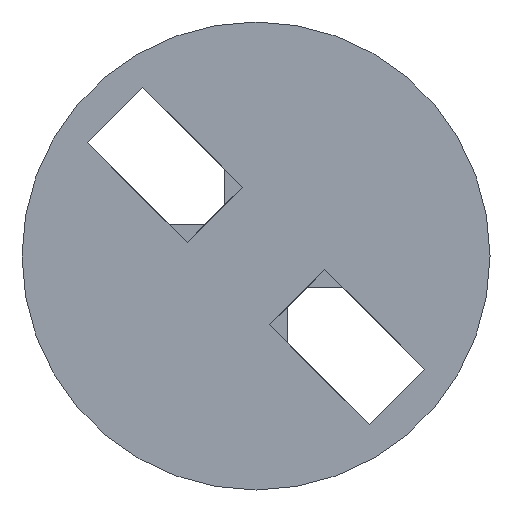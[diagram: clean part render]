
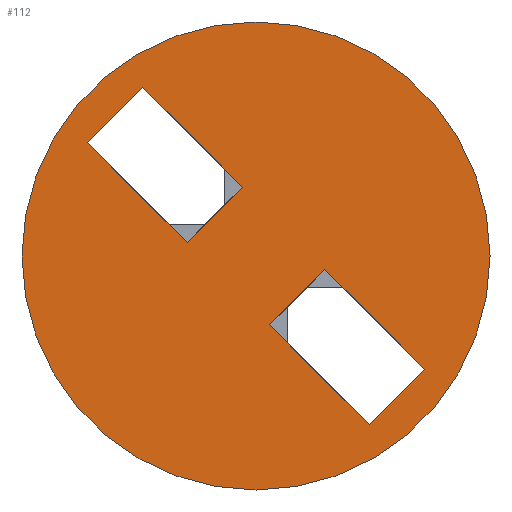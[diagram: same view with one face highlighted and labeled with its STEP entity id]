
A CAD part, front view. The second image highlights one B-rep face of the part: STEP entity #112.
In plain terms, the highlighted planar face has unit normal (0, -1, 0).
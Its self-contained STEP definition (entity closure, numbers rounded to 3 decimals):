
#112=ADVANCED_FACE('NONE',(#233,#234,#235),#236,.F.);
#233=FACE_OUTER_BOUND('',#361,.T.);
#234=FACE_BOUND('',#362,.T.);
#235=FACE_BOUND('',#363,.T.);
#236=PLANE('',#364);
#361=EDGE_LOOP('',(#634,#635));
#362=EDGE_LOOP('',(#636,#637,#638,#639));
#363=EDGE_LOOP('',(#640,#641,#642,#643));
#364=AXIS2_PLACEMENT_3D('',#644,#645,#646);
#634=ORIENTED_EDGE('',*,*,#790,.T.);
#635=ORIENTED_EDGE('',*,*,#894,.T.);
#636=ORIENTED_EDGE('',*,*,#844,.T.);
#637=ORIENTED_EDGE('',*,*,#815,.F.);
#638=ORIENTED_EDGE('',*,*,#872,.T.);
#639=ORIENTED_EDGE('',*,*,#875,.F.);
#640=ORIENTED_EDGE('',*,*,#895,.T.);
#641=ORIENTED_EDGE('',*,*,#888,.F.);
#642=ORIENTED_EDGE('',*,*,#896,.T.);
#643=ORIENTED_EDGE('',*,*,#809,.F.);
#644=CARTESIAN_POINT('',(-3.036,0.0,-3.036));
#645=DIRECTION('',(0.0,1.0,0.0));
#646=DIRECTION('',(1.0,0.0,-0.0));
#790=EDGE_CURVE('NONE',#946,#944,#947,.T.);
#809=EDGE_CURVE('NONE',#977,#978,#979,.T.);
#815=EDGE_CURVE('NONE',#987,#988,#989,.T.);
#844=EDGE_CURVE('NONE',#1035,#988,#1036,.T.);
#872=EDGE_CURVE('NONE',#987,#1078,#1079,.T.);
#875=EDGE_CURVE('NONE',#1035,#1078,#1082,.T.);
#888=EDGE_CURVE('NONE',#1098,#1099,#1100,.T.);
#894=EDGE_CURVE('NONE',#944,#946,#1106,.T.);
#895=EDGE_CURVE('NONE',#977,#1099,#1107,.T.);
#896=EDGE_CURVE('NONE',#1098,#978,#1108,.T.);
#944=VERTEX_POINT('NONE',#1165);
#946=VERTEX_POINT('NONE',#1168);
#947=CIRCLE('',#1169,3.0);
#977=VERTEX_POINT('NONE',#1213);
#978=VERTEX_POINT('NONE',#1214);
#979=LINE('',#1215,#1216);
#987=VERTEX_POINT('NONE',#1228);
#988=VERTEX_POINT('NONE',#1229);
#989=LINE('',#1230,#1231);
#1035=VERTEX_POINT('NONE',#1300);
#1036=LINE('',#1301,#1302);
#1078=VERTEX_POINT('NONE',#1365);
#1079=LINE('',#1366,#1367);
#1082=LINE('',#1371,#1372);
#1098=VERTEX_POINT('NONE',#1396);
#1099=VERTEX_POINT('NONE',#1397);
#1100=LINE('',#1398,#1399);
#1106=CIRCLE('',#1408,3.0);
#1107=LINE('',#1409,#1410);
#1108=LINE('',#1411,#1412);
#1165=CARTESIAN_POINT('',(0.,0.0,3.0));
#1168=CARTESIAN_POINT('',(0.0,0.0,-3.0));
#1169=AXIS2_PLACEMENT_3D('',#1465,#1466,#1467);
#1213=CARTESIAN_POINT('',(2.157,0.,-1.45));
#1214=CARTESIAN_POINT('',(0.884,0.,-0.177));
#1215=CARTESIAN_POINT('',(0.884,0.,-0.177));
#1216=VECTOR('',#1482,1000.0);
#1228=CARTESIAN_POINT('',(-2.157,0.,1.45));
#1229=CARTESIAN_POINT('',(-0.884,0.,0.177));
#1230=CARTESIAN_POINT('',(-0.884,0.,0.177));
#1231=VECTOR('',#1487,1000.0);
#1300=CARTESIAN_POINT('',(-0.177,0.,0.884));
#1301=CARTESIAN_POINT('',(-0.53,0.0,0.53));
#1302=VECTOR('',#1514,1000.0);
#1365=CARTESIAN_POINT('',(-1.45,0.,2.157));
#1366=CARTESIAN_POINT('',(-1.803,0.0,1.803));
#1367=VECTOR('',#1536,1000.0);
#1371=CARTESIAN_POINT('',(-1.45,0.,2.157));
#1372=VECTOR('',#1538,1000.0);
#1396=CARTESIAN_POINT('',(0.177,0.,-0.884));
#1397=CARTESIAN_POINT('',(1.45,0.,-2.157));
#1398=CARTESIAN_POINT('',(1.45,0.,-2.157));
#1399=VECTOR('',#1547,1000.0);
#1408=AXIS2_PLACEMENT_3D('',#1551,#1552,#1553);
#1409=CARTESIAN_POINT('',(1.803,0.0,-1.803));
#1410=VECTOR('',#1554,1000.0);
#1411=CARTESIAN_POINT('',(0.53,0.0,-0.53));
#1412=VECTOR('',#1555,1000.0);
#1465=CARTESIAN_POINT('',(0.0,0.0,0.0));
#1466=DIRECTION('',(0.0,-1.0,0.0));
#1467=DIRECTION('',(0.0,0.0,-1.0));
#1482=DIRECTION('',(-0.707,-0.0,0.707));
#1487=DIRECTION('',(0.707,-0.0,-0.707));
#1514=DIRECTION('',(-0.707,0.0,-0.707));
#1536=DIRECTION('',(0.707,0.0,0.707));
#1538=DIRECTION('',(-0.707,-0.0,0.707));
#1547=DIRECTION('',(0.707,-0.0,-0.707));
#1551=CARTESIAN_POINT('',(0.0,0.0,0.0));
#1552=DIRECTION('',(0.0,-1.0,0.0));
#1553=DIRECTION('',(0.0,0.0,-1.0));
#1554=DIRECTION('',(-0.707,0.0,-0.707));
#1555=DIRECTION('',(0.707,0.0,0.707));
